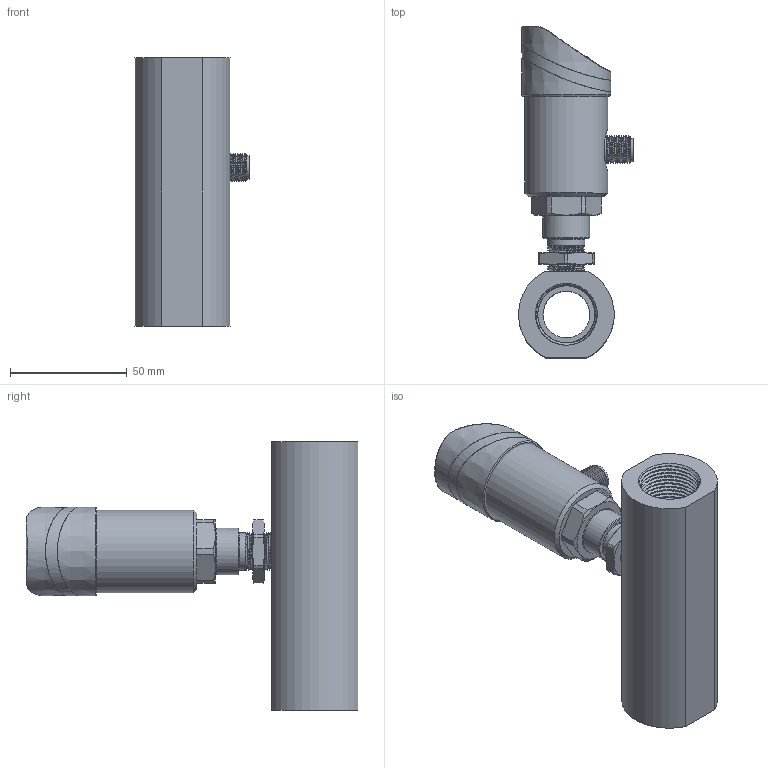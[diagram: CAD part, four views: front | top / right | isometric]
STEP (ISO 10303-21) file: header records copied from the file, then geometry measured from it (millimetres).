
FILE_DESCRIPTION(/* description */ (''),/* implementation_level */ '2;1');
FILE_NAME(/* name */ 'FS510-DN20-G34K 内螺纹式涡轮本体.stp',/* time_stamp */ '2024-01-09T10:23:53+08:00',/* author */ (''),/* organization */ (''),/* preprocessor_version */ 'ST-DEVELOPER v16.7',/* originating_system */ 'SIEMENS PLM Software NX 12.0',/* authorisation */ '');
FILE_SCHEMA (('AUTOMOTIVE_DESIGN { 1 0 10303 214 3 1 1 1 }'));
Length unit declared in the file: millimetre
Products named in the file (1): Mayn1C4C20E5ywjv
Bounding box: 49.11 x 142 x 115 mm (x, y, z)
Volume: 163959.9 mm3; surface area: 54320.2 mm2
Topology: 5 solids, 6 shells, 718 faces, 1864 edges, 1220 vertices
Faces by surface type: plane 267, extrusion 141, cylinder 134, cone 71, bspline 62, torus 32, sphere 11
Full cylindrical faces by diameter (mm): 1.689 x1, 2.7 x3, 12 x1, 15.9 x1, 16.5 x1, 17 x1, 20 x2, 23 x3, 26 x5, 27 x2, 35.5 x1, 37.001 x1
Entity records: 39054 total; most frequent: CARTESIAN_POINT 21662, ORIENTED_EDGE 3548, DIRECTION 2565, EDGE_CURVE 1774, VERTEX_POINT 1184, AXIS2_PLACEMENT_3D 918, B_SPLINE_CURVE_WITH_KNOTS 904, EDGE_LOOP 838
